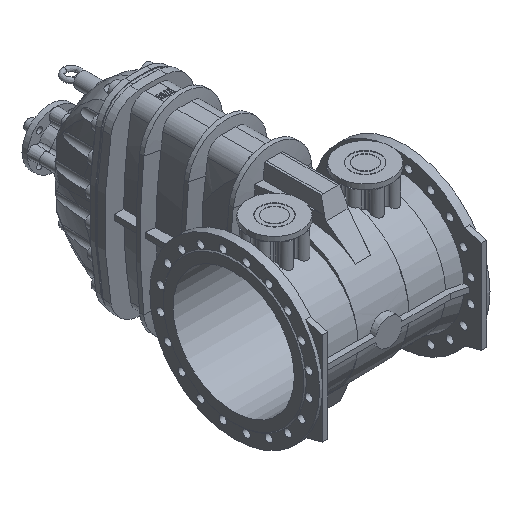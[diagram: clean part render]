
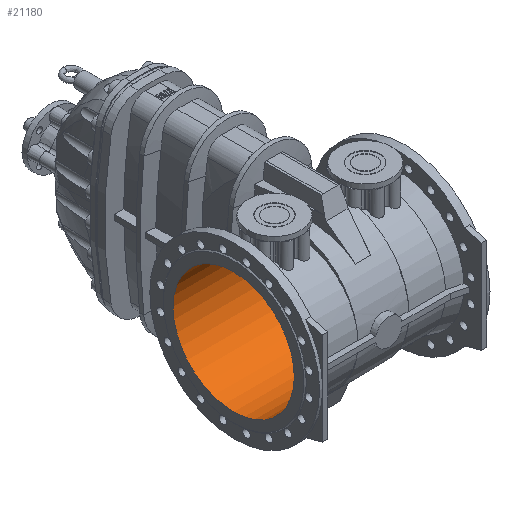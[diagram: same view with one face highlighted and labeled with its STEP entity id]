
A CAD part, isometric view. The second image highlights one B-rep face of the part: STEP entity #21180.
In plain terms, the highlighted cylindrical face has radius 228.5 mm (diameter 457 mm), a full revolution.
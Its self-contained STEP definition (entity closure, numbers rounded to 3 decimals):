
#330 = FACE_OUTER_BOUND ( 'NONE', #3790, .T. ) ;
#333 = FACE_OUTER_BOUND ( 'NONE', #3855, .T. ) ;
#335 = CYLINDRICAL_SURFACE ( 'NONE', #7141, 228.5 ) ;
#3702 = VERTEX_POINT ( 'NONE', #20989 ) ;
#3790 = EDGE_LOOP ( 'NONE', ( #13440 ) ) ;
#3855 = EDGE_LOOP ( 'NONE', ( #13442 ) ) ;
#3961 = AXIS2_PLACEMENT_3D ( 'NONE', #17866, #17867, #17868 ) ;
#4195 = AXIS2_PLACEMENT_3D ( 'NONE', #7716, #7718, #7720 ) ;
#7141 = AXIS2_PLACEMENT_3D ( 'NONE', #15975, #15976, #15974 ) ;
#7716 = CARTESIAN_POINT ( 'NONE',  ( -325., -25., 0. ) ) ;
#7718 = DIRECTION ( 'NONE',  ( 1., 0., 0. ) ) ;
#7720 = DIRECTION ( 'NONE',  ( 0., 0., -1. ) ) ;
#13440 = ORIENTED_EDGE ( 'NONE', *, *, #28778, .F. ) ;
#13442 = ORIENTED_EDGE ( 'NONE', *, *, #24993, .T. ) ;
#15974 = DIRECTION ( 'NONE',  ( 0., 0., -1. ) ) ;
#15975 = CARTESIAN_POINT ( 'NONE',  ( -325., -25., 0. ) ) ;
#15976 = DIRECTION ( 'NONE',  ( 1., 0., 0. ) ) ;
#17866 = CARTESIAN_POINT ( 'NONE',  ( 325., -25., 0. ) ) ;
#17867 = DIRECTION ( 'NONE',  ( 1., 0., 0. ) ) ;
#17868 = DIRECTION ( 'NONE',  ( 0., 0., -1. ) ) ;
#20940 = CARTESIAN_POINT ( 'NONE',  ( 325., -25., -228.5 ) ) ;
#20989 = CARTESIAN_POINT ( 'NONE',  ( -325., -25., -228.5 ) ) ;
#21180 = ADVANCED_FACE ( 'NONE', ( #330, #333 ), #335, .F. ) ;
#22602 = CIRCLE ( 'NONE', #3961, 228.5 ) ;
#24993 = EDGE_CURVE ( 'NONE', #32095, #32095, #22602, .T. ) ;
#28778 = EDGE_CURVE ( 'NONE', #3702, #3702, #31525, .T. ) ;
#31525 = CIRCLE ( 'NONE', #4195, 228.5 ) ;
#32095 = VERTEX_POINT ( 'NONE', #20940 ) ;
